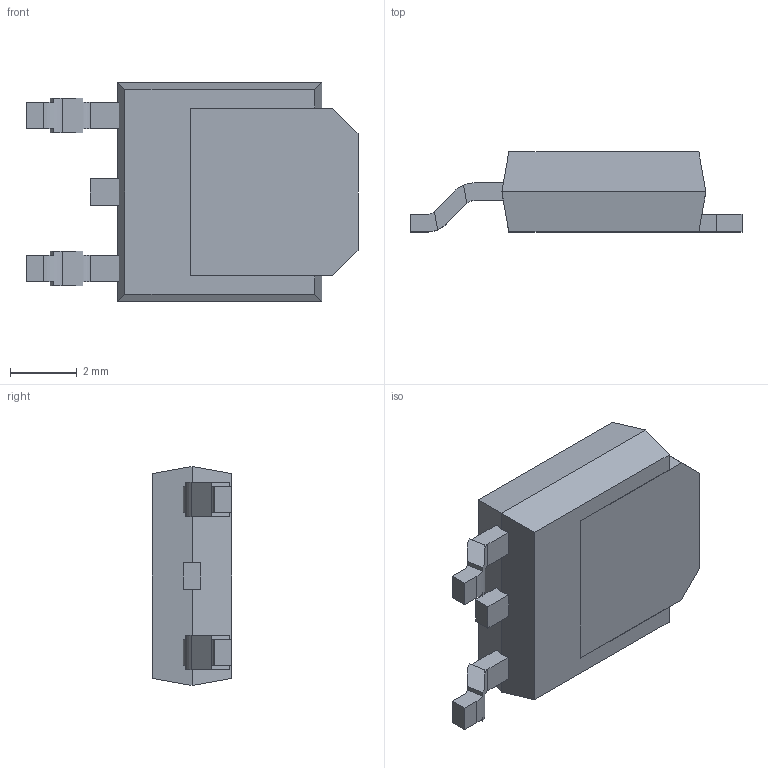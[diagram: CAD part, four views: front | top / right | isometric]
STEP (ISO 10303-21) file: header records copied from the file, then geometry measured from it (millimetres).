
FILE_DESCRIPTION (( 'STEP AP214' ), '1' );
FILE_NAME ('NTD25P03LT4G.STEP', '2023-01-06T11:59:17', ( '' ), ( '' ), 'SwSTEP 2.0', 'SolidWorks 2022', '' );
FILE_SCHEMA (( 'AUTOMOTIVE_DESIGN' ));
Length unit declared in the file: inch
Products named in the file (6): NTD25P03LT4G; MAC4DCMT4G_5; MAC4DCMT4G; MAC4DCMT4G_3; MAC4DCMT4G_4; MAC4DCMT4G_2
Assembly tree (5 placements, depth 2):
  NTD25P03LT4G
    MAC4DCMT4G_5
    MAC4DCMT4G
    MAC4DCMT4G_4
    MAC4DCMT4G_3
    MAC4DCMT4G_2
Bounding box: 9.92 x 2.39 x 6.54 mm (x, y, z)
Volume: 95.1 mm3; surface area: 215 mm2
Topology: 5 solids, 5 shells, 75 faces, 183 edges, 118 vertices
Faces by surface type: plane 67, cylinder 8
Entity records: 3414 total; most frequent: CARTESIAN_POINT 384, DIRECTION 373, ORIENTED_EDGE 366, EDGE_CURVE 183, LINE 159, VECTOR 159, VERTEX_POINT 118, AXIS2_PLACEMENT_3D 107
